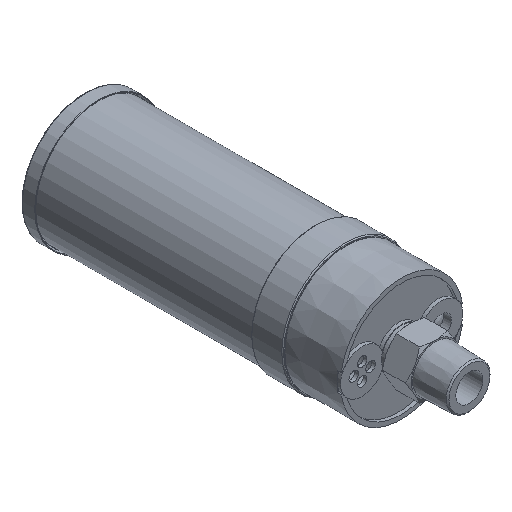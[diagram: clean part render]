
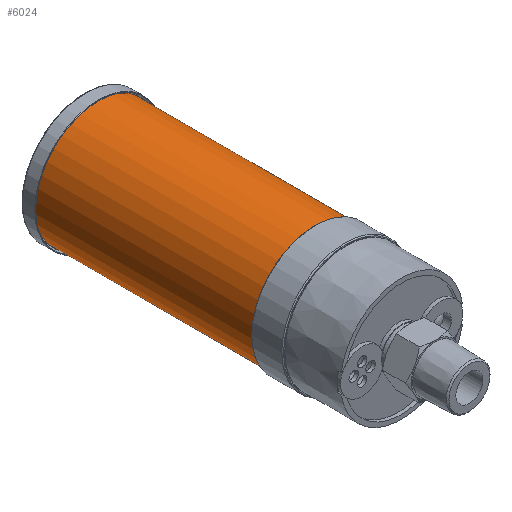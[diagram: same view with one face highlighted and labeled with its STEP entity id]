
A CAD part, isometric view. The second image highlights one B-rep face of the part: STEP entity #6024.
In plain terms, the highlighted cylindrical face has radius 45 mm (diameter 90 mm), a full revolution.
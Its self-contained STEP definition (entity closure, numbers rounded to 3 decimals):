
#1848 = EDGE_CURVE ( 'NONE', #13866, #13866, #6355, .T. ) ;
#2022 = CIRCLE ( 'NONE', #5023, 45. ) ;
#2606 = ORIENTED_EDGE ( 'NONE', *, *, #7577, .T. ) ;
#3326 = CYLINDRICAL_SURFACE ( 'NONE', #11796, 45. ) ;
#3402 = DIRECTION ( 'NONE',  ( 0., 1., 0. ) ) ;
#3565 = VERTEX_POINT ( 'NONE', #7826 ) ;
#5023 = AXIS2_PLACEMENT_3D ( 'NONE', #10368, #8768, #7785 ) ;
#6024 = ADVANCED_FACE ( 'NONE', ( #12658, #12737 ), #3326, .T. ) ;
#6355 = CIRCLE ( 'NONE', #16148, 45. ) ;
#7406 = CARTESIAN_POINT ( 'NONE',  ( -43.393, 79., -11.919 ) ) ;
#7577 = EDGE_CURVE ( 'NONE', #3565, #3565, #2022, .T. ) ;
#7785 = DIRECTION ( 'NONE',  ( -0.964, 0., -0.265 ) ) ;
#7826 = CARTESIAN_POINT ( 'NONE',  ( -43.393, 257., -11.919 ) ) ;
#8554 = DIRECTION ( 'NONE',  ( 0.964, 0., 0.265 ) ) ;
#8740 = DIRECTION ( 'NONE',  ( 0., -1., 0. ) ) ;
#8768 = DIRECTION ( 'NONE',  ( 0., -1., 0. ) ) ;
#8818 = CARTESIAN_POINT ( 'NONE',  ( 0., 79., 0. ) ) ;
#10204 = EDGE_LOOP ( 'NONE', ( #2606 ) ) ;
#10368 = CARTESIAN_POINT ( 'NONE',  ( 0., 257., 0. ) ) ;
#10948 = EDGE_LOOP ( 'NONE', ( #12992 ) ) ;
#11696 = CARTESIAN_POINT ( 'NONE',  ( 0., 79., 0. ) ) ;
#11796 = AXIS2_PLACEMENT_3D ( 'NONE', #8818, #3402, #8554 ) ;
#12658 = FACE_OUTER_BOUND ( 'NONE', #10948, .T. ) ;
#12737 = FACE_OUTER_BOUND ( 'NONE', #10204, .T. ) ;
#12992 = ORIENTED_EDGE ( 'NONE', *, *, #1848, .F. ) ;
#13866 = VERTEX_POINT ( 'NONE', #7406 ) ;
#16148 = AXIS2_PLACEMENT_3D ( 'NONE', #11696, #8740, #17077 ) ;
#17077 = DIRECTION ( 'NONE',  ( -0.964, 0., -0.265 ) ) ;
